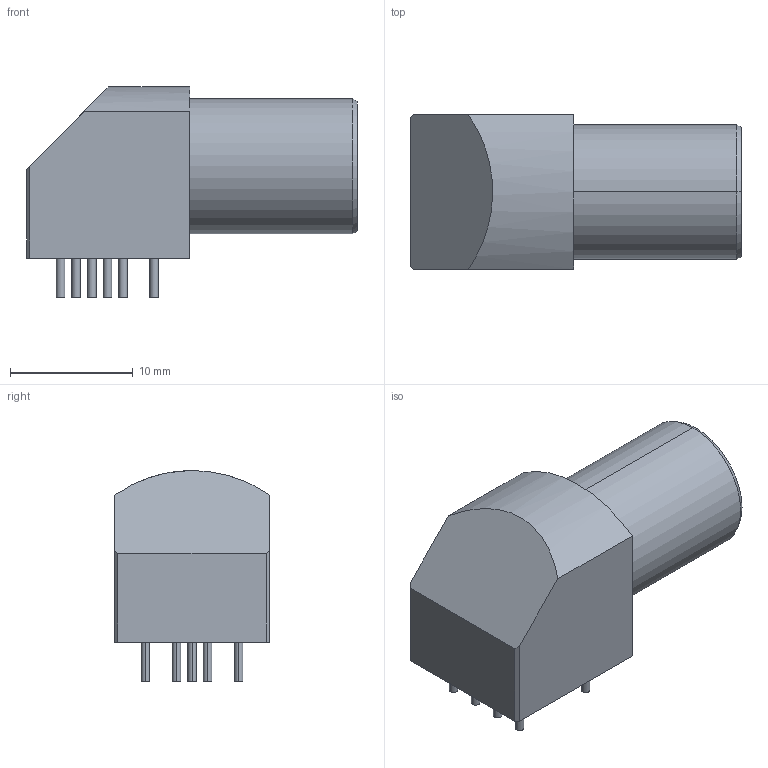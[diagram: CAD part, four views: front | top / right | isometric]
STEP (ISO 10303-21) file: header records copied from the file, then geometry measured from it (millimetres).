
FILE_DESCRIPTION((''),'2;1');
FILE_NAME('LEMO_EPG.1B.308.HLN.stp','2013-03-20T13:33:33',(''),(''),'Mechanical Desktop 2011','Mechanical Desktop 2011',', , ');
FILE_SCHEMA(('AUTOMOTIVE_DESIGN { 1 2 10303 214 1 1 1 1 }'));
Length unit declared in the file: millimetre
Products named in the file (1): Product
Bounding box: 27 x 12.6 x 17.2 mm (x, y, z)
Volume: 2908 mm3; surface area: 3150.2 mm2
Topology: 23 solids, 23 shells, 136 faces, 265 edges, 176 vertices
Faces by surface type: cylinder 79, plane 55, cone 2
Entity records: 3661 total; most frequent: DIRECTION 699, CARTESIAN_POINT 578, ORIENTED_EDGE 530, AXIS2_PLACEMENT_3D 297, EDGE_CURVE 265, VERTEX_POINT 176, EDGE_LOOP 169, CIRCLE 159
